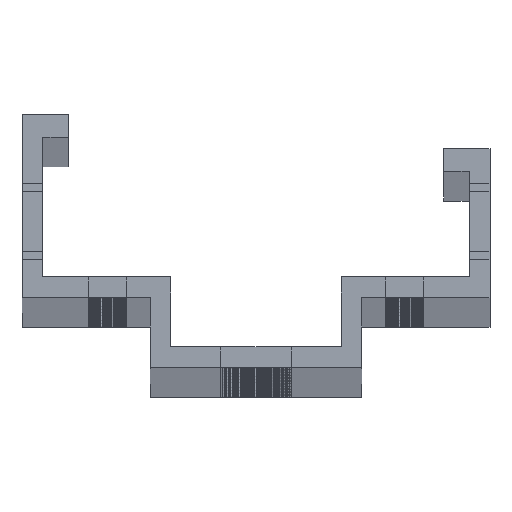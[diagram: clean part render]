
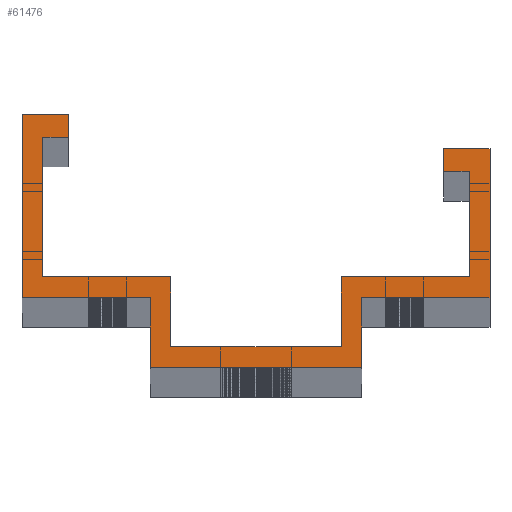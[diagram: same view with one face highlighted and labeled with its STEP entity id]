
A CAD part, top view. The second image highlights one B-rep face of the part: STEP entity #61476.
In plain terms, the highlighted planar face has unit normal (0, 0, 1).
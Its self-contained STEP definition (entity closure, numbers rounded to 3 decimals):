
#25361=DIRECTION('',(-1.,0.,0.));
#25362=VECTOR('',#25361,2.72);
#25363=CARTESIAN_POINT('',(-10.99,14.81,1000.01));
#25364=LINE('',#25363,#25362);
#25365=DIRECTION('',(0.,1.,0.));
#25366=VECTOR('',#25365,1.32);
#25367=CARTESIAN_POINT('',(-10.99,13.49,1000.01));
#25368=LINE('',#25367,#25366);
#25369=DIRECTION('',(1.,0.,0.));
#25370=VECTOR('',#25369,1.5);
#25371=CARTESIAN_POINT('',(-12.49,13.49,1000.01));
#25372=LINE('',#25371,#25370);
#25373=DIRECTION('',(0.,1.,0.));
#25374=VECTOR('',#25373,8.18);
#25375=CARTESIAN_POINT('',(-12.49,5.31,1000.01));
#25376=LINE('',#25375,#25374);
#25377=DIRECTION('',(-1.,0.,0.));
#25378=VECTOR('',#25377,7.5);
#25379=CARTESIAN_POINT('',(-4.99,5.31,1000.01));
#25380=LINE('',#25379,#25378);
#25381=DIRECTION('',(0.,1.,0.));
#25382=VECTOR('',#25381,4.1);
#25383=CARTESIAN_POINT('',(-4.99,1.21,1000.01));
#25384=LINE('',#25383,#25382);
#25385=DIRECTION('',(-1.,0.,0.));
#25386=VECTOR('',#25385,9.98);
#25387=CARTESIAN_POINT('',(4.99,1.21,1000.01));
#25388=LINE('',#25387,#25386);
#25389=DIRECTION('',(0.,-1.,0.));
#25390=VECTOR('',#25389,4.1);
#25391=CARTESIAN_POINT('',(4.99,5.31,1000.01));
#25392=LINE('',#25391,#25390);
#25393=DIRECTION('',(-1.,0.,0.));
#25394=VECTOR('',#25393,7.5);
#25395=CARTESIAN_POINT('',(12.49,5.31,1000.01));
#25396=LINE('',#25395,#25394);
#25397=DIRECTION('',(0.,-1.,0.));
#25398=VECTOR('',#25397,6.18);
#25399=CARTESIAN_POINT('',(12.49,11.49,1000.01));
#25400=LINE('',#25399,#25398);
#25401=DIRECTION('',(1.,0.,0.));
#25402=VECTOR('',#25401,1.5);
#25403=CARTESIAN_POINT('',(10.99,11.49,1000.01));
#25404=LINE('',#25403,#25402);
#25405=DIRECTION('',(0.,-1.,0.));
#25406=VECTOR('',#25405,1.32);
#25407=CARTESIAN_POINT('',(10.99,12.81,1000.01));
#25408=LINE('',#25407,#25406);
#25409=DIRECTION('',(-1.,0.,0.));
#25410=VECTOR('',#25409,2.72);
#25411=CARTESIAN_POINT('',(13.71,12.81,1000.01));
#25412=LINE('',#25411,#25410);
#25413=DIRECTION('',(0.,1.,0.));
#25414=VECTOR('',#25413,8.72);
#25415=CARTESIAN_POINT('',(13.71,4.09,1000.01));
#25416=LINE('',#25415,#25414);
#25417=DIRECTION('',(1.,0.,0.));
#25418=VECTOR('',#25417,7.5);
#25419=CARTESIAN_POINT('',(6.21,4.09,1000.01));
#25420=LINE('',#25419,#25418);
#25421=DIRECTION('',(0.,1.,0.));
#25422=VECTOR('',#25421,4.1);
#25423=CARTESIAN_POINT('',(6.21,-0.01,1000.01));
#25424=LINE('',#25423,#25422);
#25425=DIRECTION('',(1.,0.,0.));
#25426=VECTOR('',#25425,12.42);
#25427=CARTESIAN_POINT('',(-6.21,-0.01,1000.01));
#25428=LINE('',#25427,#25426);
#25429=DIRECTION('',(0.,-1.,0.));
#25430=VECTOR('',#25429,4.1);
#25431=CARTESIAN_POINT('',(-6.21,4.09,1000.01));
#25432=LINE('',#25431,#25430);
#25433=DIRECTION('',(1.,0.,0.));
#25434=VECTOR('',#25433,7.5);
#25435=CARTESIAN_POINT('',(-13.71,4.09,1000.01));
#25436=LINE('',#25435,#25434);
#25437=DIRECTION('',(0.,-1.,0.));
#25438=VECTOR('',#25437,10.72);
#25439=CARTESIAN_POINT('',(-13.71,14.81,1000.01));
#25440=LINE('',#25439,#25438);
#36681=CARTESIAN_POINT('',(-10.99,14.81,1000.01));
#36682=CARTESIAN_POINT('',(-13.71,14.81,1000.01));
#36683=VERTEX_POINT('',#36681);
#36684=VERTEX_POINT('',#36682);
#36685=CARTESIAN_POINT('',(-13.71,4.09,1000.01));
#36686=VERTEX_POINT('',#36685);
#36687=CARTESIAN_POINT('',(-6.21,4.09,1000.01));
#36688=VERTEX_POINT('',#36687);
#36689=CARTESIAN_POINT('',(-6.21,-0.01,1000.01));
#36690=VERTEX_POINT('',#36689);
#36691=CARTESIAN_POINT('',(6.21,-0.01,1000.01));
#36692=VERTEX_POINT('',#36691);
#36693=CARTESIAN_POINT('',(6.21,4.09,1000.01));
#36694=VERTEX_POINT('',#36693);
#36695=CARTESIAN_POINT('',(13.71,4.09,1000.01));
#36696=VERTEX_POINT('',#36695);
#36697=CARTESIAN_POINT('',(13.71,12.81,1000.01));
#36698=VERTEX_POINT('',#36697);
#36699=CARTESIAN_POINT('',(10.99,12.81,1000.01));
#36700=VERTEX_POINT('',#36699);
#36701=CARTESIAN_POINT('',(10.99,11.49,1000.01));
#36702=VERTEX_POINT('',#36701);
#36703=CARTESIAN_POINT('',(12.49,11.49,1000.01));
#36704=VERTEX_POINT('',#36703);
#36705=CARTESIAN_POINT('',(12.49,5.31,1000.01));
#36706=VERTEX_POINT('',#36705);
#36707=CARTESIAN_POINT('',(4.99,5.31,1000.01));
#36708=VERTEX_POINT('',#36707);
#36709=CARTESIAN_POINT('',(4.99,1.21,1000.01));
#36710=VERTEX_POINT('',#36709);
#36711=CARTESIAN_POINT('',(-4.99,1.21,1000.01));
#36712=VERTEX_POINT('',#36711);
#36713=CARTESIAN_POINT('',(-4.99,5.31,1000.01));
#36714=VERTEX_POINT('',#36713);
#36715=CARTESIAN_POINT('',(-12.49,5.31,1000.01));
#36716=VERTEX_POINT('',#36715);
#36717=CARTESIAN_POINT('',(-12.49,13.49,1000.01));
#36718=VERTEX_POINT('',#36717);
#36719=CARTESIAN_POINT('',(-10.99,13.49,1000.01));
#36720=VERTEX_POINT('',#36719);
#61449=CARTESIAN_POINT('',(0.,0.,1000.01));
#61450=DIRECTION('',(0.,0.,1.));
#61451=DIRECTION('',(1.,0.,0.));
#61452=AXIS2_PLACEMENT_3D('',#61449,#61450,#61451);
#61453=PLANE('',#61452);
#61454=ORIENTED_EDGE('',*,*,#47977,.F.);
#61455=ORIENTED_EDGE('',*,*,#47992,.F.);
#61456=ORIENTED_EDGE('',*,*,#48006,.F.);
#61457=ORIENTED_EDGE('',*,*,#48020,.F.);
#61458=ORIENTED_EDGE('',*,*,#49834,.F.);
#61459=ORIENTED_EDGE('',*,*,#50848,.F.);
#61460=ORIENTED_EDGE('',*,*,#50862,.F.);
#61461=ORIENTED_EDGE('',*,*,#51876,.F.);
#61462=ORIENTED_EDGE('',*,*,#51890,.F.);
#61463=ORIENTED_EDGE('',*,*,#52904,.F.);
#61464=ORIENTED_EDGE('',*,*,#54718,.F.);
#61465=ORIENTED_EDGE('',*,*,#54732,.F.);
#61466=ORIENTED_EDGE('',*,*,#54746,.F.);
#61467=ORIENTED_EDGE('',*,*,#54760,.F.);
#61468=ORIENTED_EDGE('',*,*,#56574,.F.);
#61469=ORIENTED_EDGE('',*,*,#57588,.F.);
#61470=ORIENTED_EDGE('',*,*,#57602,.F.);
#61471=ORIENTED_EDGE('',*,*,#58616,.F.);
#61472=ORIENTED_EDGE('',*,*,#58630,.F.);
#61473=ORIENTED_EDGE('',*,*,#59643,.F.);
#61474=EDGE_LOOP('',(#61454,#61455,#61456,#61457,#61458,#61459,#61460,#61461,
#61462,#61463,#61464,#61465,#61466,#61467,#61468,#61469,#61470,#61471,#61472,
#61473));
#61475=FACE_OUTER_BOUND('',#61474,.F.);
#61476=ADVANCED_FACE('',(#61475),#61453,.T.);
#47977=EDGE_CURVE('',#36683,#36684,#25364,.T.);
#47992=EDGE_CURVE('',#36720,#36683,#25368,.T.);
#48006=EDGE_CURVE('',#36718,#36720,#25372,.T.);
#48020=EDGE_CURVE('',#36716,#36718,#25376,.T.);
#49834=EDGE_CURVE('',#36714,#36716,#25380,.T.);
#50848=EDGE_CURVE('',#36712,#36714,#25384,.T.);
#50862=EDGE_CURVE('',#36710,#36712,#25388,.T.);
#51876=EDGE_CURVE('',#36708,#36710,#25392,.T.);
#51890=EDGE_CURVE('',#36706,#36708,#25396,.T.);
#52904=EDGE_CURVE('',#36704,#36706,#25400,.T.);
#54718=EDGE_CURVE('',#36702,#36704,#25404,.T.);
#54732=EDGE_CURVE('',#36700,#36702,#25408,.T.);
#54746=EDGE_CURVE('',#36698,#36700,#25412,.T.);
#54760=EDGE_CURVE('',#36696,#36698,#25416,.T.);
#56574=EDGE_CURVE('',#36694,#36696,#25420,.T.);
#57588=EDGE_CURVE('',#36692,#36694,#25424,.T.);
#57602=EDGE_CURVE('',#36690,#36692,#25428,.T.);
#58616=EDGE_CURVE('',#36688,#36690,#25432,.T.);
#58630=EDGE_CURVE('',#36686,#36688,#25436,.T.);
#59643=EDGE_CURVE('',#36684,#36686,#25440,.T.);
